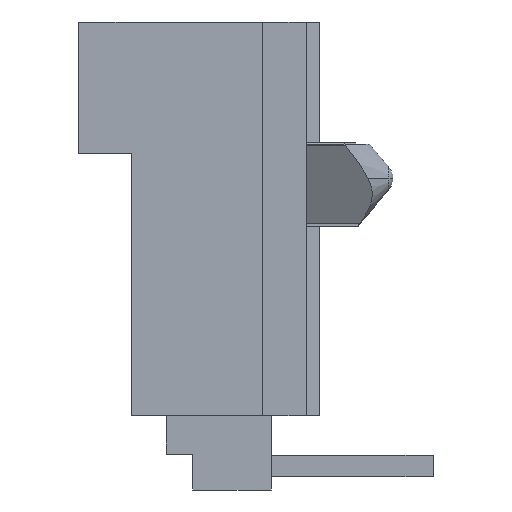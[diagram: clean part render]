
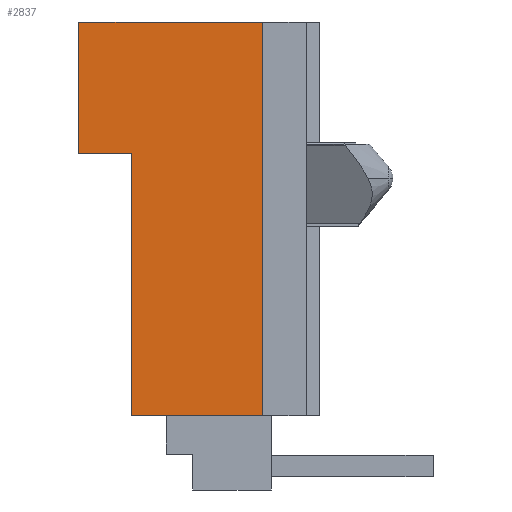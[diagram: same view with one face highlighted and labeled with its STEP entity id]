
A CAD part, left-side view. The second image highlights one B-rep face of the part: STEP entity #2837.
In plain terms, the highlighted planar face has unit normal (-1, 0, 0).
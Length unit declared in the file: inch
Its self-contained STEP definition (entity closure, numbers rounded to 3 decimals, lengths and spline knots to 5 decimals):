
#45=DIRECTION('',(0.,-1.,0.));
#46=VECTOR('',#45,0.15);
#47=CARTESIAN_POINT('',(-0.14,0.1,-0.225));
#48=LINE('',#47,#46);
#480=DIRECTION('',(0.,-1.,0.));
#481=VECTOR('',#480,0.21);
#482=CARTESIAN_POINT('',(-0.14,0.16,0.225));
#483=LINE('',#482,#481);
#766=DIRECTION('',(0.,0.,1.));
#767=VECTOR('',#766,0.15);
#768=CARTESIAN_POINT('',(-0.14,0.16,0.075));
#769=LINE('',#768,#767);
#770=DIRECTION('',(0.,0.,-1.));
#771=VECTOR('',#770,0.3);
#772=CARTESIAN_POINT('',(-0.14,0.1,0.075));
#773=LINE('',#772,#771);
#774=DIRECTION('',(0.,1.,0.));
#775=VECTOR('',#774,0.06);
#776=CARTESIAN_POINT('',(-0.14,0.1,0.075));
#777=LINE('',#776,#775);
#778=DIRECTION('',(0.,0.,1.));
#779=VECTOR('',#778,0.45);
#780=CARTESIAN_POINT('',(-0.14,-0.05,-0.225));
#781=LINE('',#780,#779);
#1583=CARTESIAN_POINT('',(-0.14,0.16,0.225));
#1584=CARTESIAN_POINT('',(-0.14,-0.05,0.225));
#1585=VERTEX_POINT('',#1583);
#1586=VERTEX_POINT('',#1584);
#1591=CARTESIAN_POINT('',(-0.14,0.16,0.075));
#1592=VERTEX_POINT('',#1591);
#1596=CARTESIAN_POINT('',(-0.14,0.1,-0.225));
#1598=VERTEX_POINT('',#1596);
#1599=CARTESIAN_POINT('',(-0.14,0.1,0.075));
#1600=VERTEX_POINT('',#1599);
#1603=CARTESIAN_POINT('',(-0.14,-0.05,-0.225));
#1604=VERTEX_POINT('',#1603);
#2823=CARTESIAN_POINT('',(-0.14,0.16,-0.225));
#2824=DIRECTION('',(-1.,0.,0.));
#2825=DIRECTION('',(0.,-1.,0.));
#2826=AXIS2_PLACEMENT_3D('',#2823,#2824,#2825);
#2827=PLANE('',#2826);
#2828=ORIENTED_EDGE('',*,*,#2769,.T.);
#2829=ORIENTED_EDGE('',*,*,#2447,.T.);
#2831=ORIENTED_EDGE('',*,*,#2830,.F.);
#2832=ORIENTED_EDGE('',*,*,#1998,.F.);
#2833=ORIENTED_EDGE('',*,*,#2595,.F.);
#2834=ORIENTED_EDGE('',*,*,#2735,.T.);
#2835=EDGE_LOOP('',(#2828,#2829,#2831,#2832,#2833,#2834));
#2836=FACE_OUTER_BOUND('',#2835,.F.);
#2837=ADVANCED_FACE('',(#2836),#2827,.T.);
#1998=EDGE_CURVE('',#1598,#1604,#48,.T.);
#2447=EDGE_CURVE('',#1585,#1586,#483,.T.);
#2595=EDGE_CURVE('',#1600,#1598,#773,.T.);
#2735=EDGE_CURVE('',#1600,#1592,#777,.T.);
#2769=EDGE_CURVE('',#1592,#1585,#769,.T.);
#2830=EDGE_CURVE('',#1604,#1586,#781,.T.);
